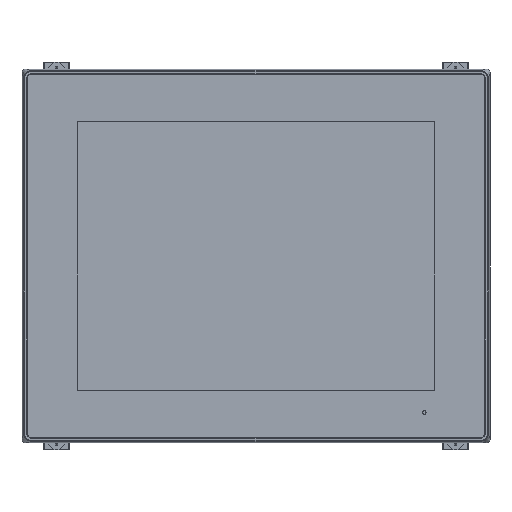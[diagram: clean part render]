
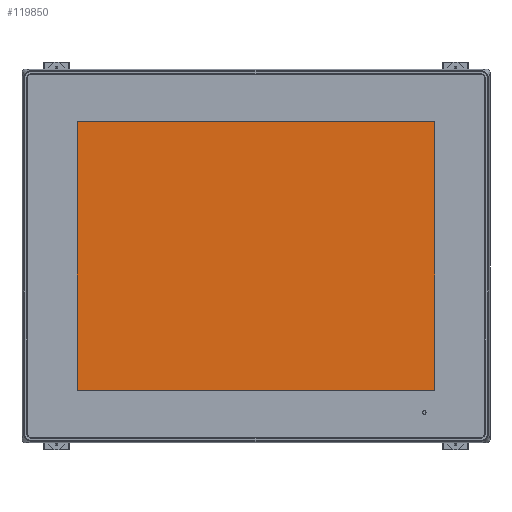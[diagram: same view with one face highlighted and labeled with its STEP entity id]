
A CAD part, top view. The second image highlights one B-rep face of the part: STEP entity #119850.
In plain terms, the highlighted planar face has unit normal (0, 0, 1).
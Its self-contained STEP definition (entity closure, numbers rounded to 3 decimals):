
#3600=LINE('',#169606,#15036);
#3601=LINE('',#169610,#15037);
#3602=LINE('',#169614,#15038);
#3603=LINE('',#169617,#15039);
#15036=VECTOR('',#137024,10.);
#15037=VECTOR('',#137027,10.);
#15038=VECTOR('',#137030,10.);
#15039=VECTOR('',#137033,10.);
#26501=PLANE('',#126431);
#33013=FACE_OUTER_BOUND('',#39562,.T.);
#39562=EDGE_LOOP('',(#79261,#79262,#79263,#79264,#79265,#79266,#79267,#79268));
#47610=CIRCLE('',#126432,0.5);
#47611=CIRCLE('',#126433,0.5);
#47612=CIRCLE('',#126434,0.5);
#47613=CIRCLE('',#126435,0.5);
#51097=VERTEX_POINT('',#169602);
#51098=VERTEX_POINT('',#169603);
#51099=VERTEX_POINT('',#169605);
#51100=VERTEX_POINT('',#169607);
#51101=VERTEX_POINT('',#169609);
#51102=VERTEX_POINT('',#169611);
#51103=VERTEX_POINT('',#169613);
#51104=VERTEX_POINT('',#169615);
#62260=EDGE_CURVE('',#51097,#51098,#47610,.T.);
#62261=EDGE_CURVE('',#51098,#51099,#3600,.T.);
#62262=EDGE_CURVE('',#51099,#51100,#47611,.T.);
#62263=EDGE_CURVE('',#51100,#51101,#3601,.T.);
#62264=EDGE_CURVE('',#51101,#51102,#47612,.T.);
#62265=EDGE_CURVE('',#51102,#51103,#3602,.T.);
#62266=EDGE_CURVE('',#51103,#51104,#47613,.T.);
#62267=EDGE_CURVE('',#51104,#51097,#3603,.T.);
#79261=ORIENTED_EDGE('',*,*,#62260,.T.);
#79262=ORIENTED_EDGE('',*,*,#62261,.T.);
#79263=ORIENTED_EDGE('',*,*,#62262,.T.);
#79264=ORIENTED_EDGE('',*,*,#62263,.T.);
#79265=ORIENTED_EDGE('',*,*,#62264,.T.);
#79266=ORIENTED_EDGE('',*,*,#62265,.T.);
#79267=ORIENTED_EDGE('',*,*,#62266,.T.);
#79268=ORIENTED_EDGE('',*,*,#62267,.T.);
#119850=ADVANCED_FACE('',(#33013),#26501,.T.);
#126431=AXIS2_PLACEMENT_3D('',#169601,#137020,#137021);
#126432=AXIS2_PLACEMENT_3D('',#169604,#137022,#137023);
#126433=AXIS2_PLACEMENT_3D('',#169608,#137025,#137026);
#126434=AXIS2_PLACEMENT_3D('',#169612,#137028,#137029);
#126435=AXIS2_PLACEMENT_3D('',#169616,#137031,#137032);
#137020=DIRECTION('center_axis',(0.,0.,
1.));
#137021=DIRECTION('ref_axis',(1.,0.,0.));
#137022=DIRECTION('center_axis',(0.,0.,
1.));
#137023=DIRECTION('ref_axis',(-1.,0.,0.));
#137024=DIRECTION('',(-1.,0.,0.));
#137025=DIRECTION('center_axis',(0.,0.,
1.));
#137026=DIRECTION('ref_axis',(0.,-1.,0.));
#137027=DIRECTION('',(0.,-1.,0.));
#137028=DIRECTION('center_axis',(0.,0.,
1.));
#137029=DIRECTION('ref_axis',(1.,0.,0.));
#137030=DIRECTION('',(1.,0.,0.));
#137031=DIRECTION('center_axis',(0.,0.,
1.));
#137032=DIRECTION('ref_axis',(0.,1.,0.));
#137033=DIRECTION('',(0.,1.,0.));
#169601=CARTESIAN_POINT('Origin',(0.,0.,
-0.2));
#169602=CARTESIAN_POINT('',(106.1,79.2,-0.2));
#169603=CARTESIAN_POINT('',(105.6,79.7,-0.2));
#169604=CARTESIAN_POINT('Origin',(105.6,79.2,-0.2));
#169605=CARTESIAN_POINT('',(-105.6,79.7,-0.2));
#169606=CARTESIAN_POINT('',(-52.8,79.7,-0.2));
#169607=CARTESIAN_POINT('',(-106.1,79.2,-0.2));
#169608=CARTESIAN_POINT('Origin',(-105.6,79.2,-0.2));
#169609=CARTESIAN_POINT('',(-106.1,-79.2,-0.2));
#169610=CARTESIAN_POINT('',(-106.1,-39.6,-0.2));
#169611=CARTESIAN_POINT('',(-105.6,-79.7,-0.2));
#169612=CARTESIAN_POINT('Origin',(-105.6,-79.2,-0.2));
#169613=CARTESIAN_POINT('',(105.6,-79.7,-0.2));
#169614=CARTESIAN_POINT('',(52.8,-79.7,-0.2));
#169615=CARTESIAN_POINT('',(106.1,-79.2,-0.2));
#169616=CARTESIAN_POINT('Origin',(105.6,-79.2,-0.2));
#169617=CARTESIAN_POINT('',(106.1,39.6,-0.2));
